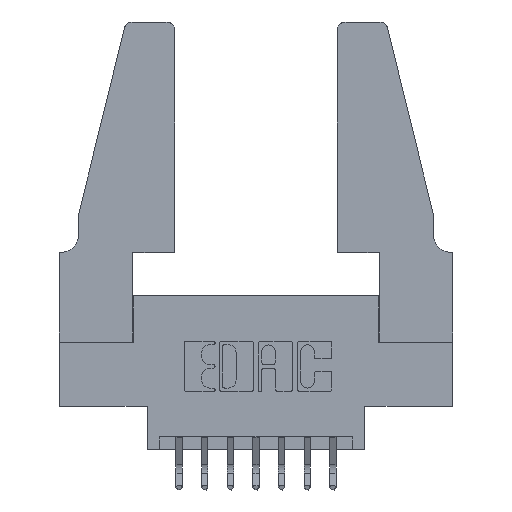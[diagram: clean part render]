
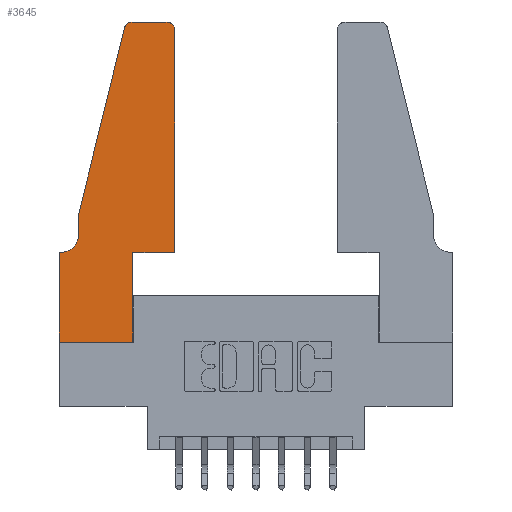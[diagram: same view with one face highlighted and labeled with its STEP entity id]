
A CAD part, top view. The second image highlights one B-rep face of the part: STEP entity #3645.
In plain terms, the highlighted planar face has unit normal (0, 0, 1).
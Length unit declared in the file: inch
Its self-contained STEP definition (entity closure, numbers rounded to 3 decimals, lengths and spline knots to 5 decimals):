
#151 = VECTOR ( 'NONE', #6721, 39.37008 ) ;
#345 = VERTEX_POINT ( 'NONE', #1311 ) ;
#352 = CARTESIAN_POINT ( 'NONE',  ( 0.0755, 0.42, 0.37 ) ) ;
#399 = AXIS2_PLACEMENT_3D ( 'NONE', #6625, #6449, #8521 ) ;
#583 = EDGE_CURVE ( 'NONE', #12205, #10704, #10189, .T. ) ;
#670 = DIRECTION ( 'NONE',  ( 1., 0., 0. ) ) ;
#671 = DIRECTION ( 'NONE',  ( 0., 0., -1. ) ) ;
#720 = VECTOR ( 'NONE', #4851, 39.37008 ) ;
#799 = ORIENTED_EDGE ( 'NONE', *, *, #8030, .T. ) ;
#1123 = DIRECTION ( 'NONE',  ( -1., 0., 0. ) ) ;
#1136 = LINE ( 'NONE', #12318, #2511 ) ;
#1236 = DIRECTION ( 'NONE',  ( 0., -1., 0. ) ) ;
#1311 = CARTESIAN_POINT ( 'NONE',  ( 0., 0., 0.37 ) ) ;
#1617 = AXIS2_PLACEMENT_3D ( 'NONE', #12672, #3526, #11661 ) ;
#1699 = VERTEX_POINT ( 'NONE', #2008 ) ;
#1796 = DIRECTION ( 'NONE',  ( 0., 1., 0. ) ) ;
#2008 = CARTESIAN_POINT ( 'NONE',  ( 0.0055, 0.35, 0.37 ) ) ;
#2176 = CIRCLE ( 'NONE', #7670, 0.07 ) ;
#2251 = LINE ( 'NONE', #7944, #720 ) ;
#2342 = EDGE_CURVE ( 'NONE', #10181, #3927, #10922, .T. ) ;
#2511 = VECTOR ( 'NONE', #3482, 39.37008 ) ;
#3391 = ORIENTED_EDGE ( 'NONE', *, *, #9079, .T. ) ;
#3475 = LINE ( 'NONE', #12325, #3637 ) ;
#3482 = DIRECTION ( 'NONE',  ( 1., 0., 0. ) ) ;
#3526 = DIRECTION ( 'NONE',  ( 0., 0., 1. ) ) ;
#3621 = DIRECTION ( 'NONE',  ( 0., 1., 0. ) ) ;
#3637 = VECTOR ( 'NONE', #670, 39.37008 ) ;
#3645 = ADVANCED_FACE ( 'NONE', ( #8425 ), #8986, .T. ) ;
#3795 = LINE ( 'NONE', #10987, #5767 ) ;
#3927 = VERTEX_POINT ( 'NONE', #11080 ) ;
#3989 = ORIENTED_EDGE ( 'NONE', *, *, #6172, .T. ) ;
#4437 = CARTESIAN_POINT ( 'NONE',  ( 0.0755, 0.5, 0.37 ) ) ;
#4568 = ORIENTED_EDGE ( 'NONE', *, *, #8139, .T. ) ;
#4851 = DIRECTION ( 'NONE',  ( 0., -1., 0. ) ) ;
#5630 = EDGE_CURVE ( 'NONE', #9410, #1699, #2176, .T. ) ;
#5662 = ORIENTED_EDGE ( 'NONE', *, *, #2342, .T. ) ;
#5702 = CARTESIAN_POINT ( 'NONE',  ( 0.4505, 0.35, 0.37 ) ) ;
#5718 = CARTESIAN_POINT ( 'NONE',  ( 0.4505, 0.35, 0.37 ) ) ;
#5738 = CARTESIAN_POINT ( 'NONE',  ( 0.4205, 1.25, 0.37 ) ) ;
#5767 = VECTOR ( 'NONE', #1123, 39.37008 ) ;
#5919 = CARTESIAN_POINT ( 'NONE',  ( 0.2865, 0.35, 0.37 ) ) ;
#6063 = ORIENTED_EDGE ( 'NONE', *, *, #10793, .T. ) ;
#6172 = EDGE_CURVE ( 'NONE', #11041, #345, #6752, .T. ) ;
#6369 = CARTESIAN_POINT ( 'NONE',  ( 0., 0.35, 0.37 ) ) ;
#6449 = DIRECTION ( 'NONE',  ( 0., 0., 1. ) ) ;
#6474 = CARTESIAN_POINT ( 'NONE',  ( 0.4505, 1.22, 0.37 ) ) ;
#6523 = CARTESIAN_POINT ( 'NONE',  ( 0.0055, 0.42, 0.37 ) ) ;
#6580 = VERTEX_POINT ( 'NONE', #11098 ) ;
#6625 = CARTESIAN_POINT ( 'NONE',  ( 0.284, 1.22, 0.37 ) ) ;
#6721 = DIRECTION ( 'NONE',  ( -1., 0., 0. ) ) ;
#6752 = LINE ( 'NONE', #9945, #9565 ) ;
#7179 = LINE ( 'NONE', #11620, #9994 ) ;
#7261 = CARTESIAN_POINT ( 'NONE',  ( 0., 0.35, 0.37 ) ) ;
#7583 = VECTOR ( 'NONE', #11375, 39.37008 ) ;
#7660 = ORIENTED_EDGE ( 'NONE', *, *, #5630, .T. ) ;
#7670 = AXIS2_PLACEMENT_3D ( 'NONE', #6523, #671, #10571 ) ;
#7944 = CARTESIAN_POINT ( 'NONE',  ( 0.0755, 0.5, 0.37 ) ) ;
#8030 = EDGE_CURVE ( 'NONE', #10704, #10181, #10261, .T. ) ;
#8139 = EDGE_CURVE ( 'NONE', #8618, #9410, #2251, .T. ) ;
#8425 = FACE_OUTER_BOUND ( 'NONE', #12619, .T. ) ;
#8521 = DIRECTION ( 'NONE',  ( 1., 0., 0. ) ) ;
#8618 = VERTEX_POINT ( 'NONE', #10739 ) ;
#8676 = CARTESIAN_POINT ( 'NONE',  ( 0.2865, 0., 0.37 ) ) ;
#8850 = ORIENTED_EDGE ( 'NONE', *, *, #10216, .T. ) ;
#8986 = PLANE ( 'NONE',  #9174 ) ;
#9079 = EDGE_CURVE ( 'NONE', #1699, #11041, #3795, .T. ) ;
#9166 = LINE ( 'NONE', #4437, #7583 ) ;
#9174 = AXIS2_PLACEMENT_3D ( 'NONE', #6369, #10970, #11055 ) ;
#9410 = VERTEX_POINT ( 'NONE', #352 ) ;
#9565 = VECTOR ( 'NONE', #1236, 39.37008 ) ;
#9849 = ORIENTED_EDGE ( 'NONE', *, *, #583, .T. ) ;
#9945 = CARTESIAN_POINT ( 'NONE',  ( 0., 0., 0.37 ) ) ;
#9984 = CIRCLE ( 'NONE', #399, 0.03 ) ;
#9994 = VECTOR ( 'NONE', #1796, 39.37008 ) ;
#10155 = ORIENTED_EDGE ( 'NONE', *, *, #11569, .T. ) ;
#10181 = VERTEX_POINT ( 'NONE', #5738 ) ;
#10189 = LINE ( 'NONE', #5702, #11995 ) ;
#10216 = EDGE_CURVE ( 'NONE', #6580, #8618, #9166, .T. ) ;
#10261 = CIRCLE ( 'NONE', #1617, 0.03 ) ;
#10294 = VERTEX_POINT ( 'NONE', #5919 ) ;
#10571 = DIRECTION ( 'NONE',  ( -1., 0., 0. ) ) ;
#10704 = VERTEX_POINT ( 'NONE', #6474 ) ;
#10739 = CARTESIAN_POINT ( 'NONE',  ( 0.0755, 0.5, 0.37 ) ) ;
#10793 = EDGE_CURVE ( 'NONE', #345, #12552, #1136, .T. ) ;
#10922 = LINE ( 'NONE', #11853, #151 ) ;
#10970 = DIRECTION ( 'NONE',  ( 0., 0., 1. ) ) ;
#10987 = CARTESIAN_POINT ( 'NONE',  ( 0.0755, 0.35, 0.37 ) ) ;
#11041 = VERTEX_POINT ( 'NONE', #7261 ) ;
#11055 = DIRECTION ( 'NONE',  ( 1., 0., 0. ) ) ;
#11080 = CARTESIAN_POINT ( 'NONE',  ( 0.284, 1.25, 0.37 ) ) ;
#11098 = CARTESIAN_POINT ( 'NONE',  ( 0.25487, 1.22718, 0.37 ) ) ;
#11375 = DIRECTION ( 'NONE',  ( -0.239, -0.971, 0. ) ) ;
#11569 = EDGE_CURVE ( 'NONE', #12552, #10294, #7179, .T. ) ;
#11620 = CARTESIAN_POINT ( 'NONE',  ( 0.2865, 0.35, 0.37 ) ) ;
#11661 = DIRECTION ( 'NONE',  ( 1., 0., 0. ) ) ;
#11853 = CARTESIAN_POINT ( 'NONE',  ( 0.2605, 1.25, 0.37 ) ) ;
#11995 = VECTOR ( 'NONE', #3621, 39.37008 ) ;
#12089 = EDGE_CURVE ( 'NONE', #3927, #6580, #9984, .T. ) ;
#12205 = VERTEX_POINT ( 'NONE', #5718 ) ;
#12294 = ORIENTED_EDGE ( 'NONE', *, *, #12089, .T. ) ;
#12318 = CARTESIAN_POINT ( 'NONE',  ( 0., 0., 0.37 ) ) ;
#12325 = CARTESIAN_POINT ( 'NONE',  ( 0.4505, 0.35, 0.37 ) ) ;
#12384 = EDGE_CURVE ( 'NONE', #10294, #12205, #3475, .T. ) ;
#12552 = VERTEX_POINT ( 'NONE', #8676 ) ;
#12619 = EDGE_LOOP ( 'NONE', ( #5662, #12294, #8850, #4568, #7660, #3391, #3989, #6063, #10155, #12682, #9849, #799 ) ) ;
#12672 = CARTESIAN_POINT ( 'NONE',  ( 0.4205, 1.22, 0.37 ) ) ;
#12682 = ORIENTED_EDGE ( 'NONE', *, *, #12384, .T. ) ;
